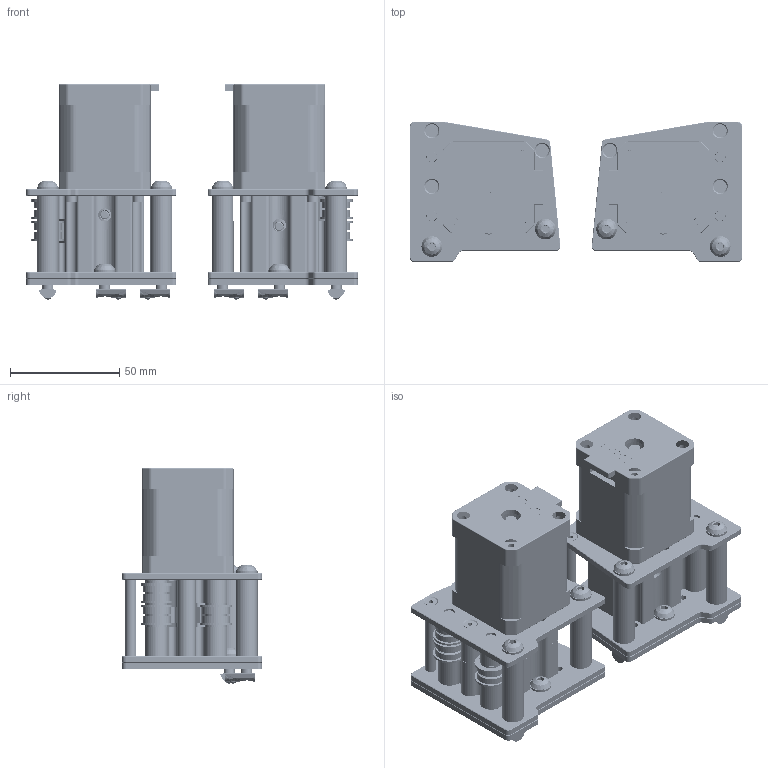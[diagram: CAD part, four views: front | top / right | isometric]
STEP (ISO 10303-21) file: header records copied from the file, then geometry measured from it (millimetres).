
FILE_DESCRIPTION(/* description */ (''),/* implementation_level */ '2;1');
FILE_NAME(/* name */ 'Metric Metal Stepper Towers.step',/* time_stamp */ '2024-04-04T18:38:01-05:00',/* author */ (''),/* organization */ (''),/* preprocessor_version */ 'ST-DEVELOPER v20',/* originating_system */ 'Autodesk Translation Framework v12.20.1.177',/* authorisation */ '');
FILE_SCHEMA (('AUTOMOTIVE_DESIGN { 1 0 10303 214 3 1 1 }'));
Products named in the file (61): Metric Metal Stepper Towers; Left Stepper Mount; Top Plate; Center Plate; Bottom Plate; Printed Top Left Insert; Printed Bottom Left Insert; M3x35 Standoff; M5 Spacer; Single Flange Stack (1); F695 Bearing; SHIM; Double Flange Stack (1); Pin 5 x 40 (1); F695 Bearing (1); SHIM (1); Pulley 20t; Hardware; Heatsets; M3 X D5.0 X L4.0 - Heatset v4; M3 X D5.0 X L4.0 - Heatset v4 (1); M3 X D5.0 X L4.0 - Heatset v4 (2); M3 X D5.0 X L4.0 - Heatset v4 (3); M3 X D5.0 X L4.0 - Heatset v4 (4); M3 X D5.0 X L4.0 - Heatset v4 (5); M3 x D5 x L4 Heatset; Right Stepper Mount; Top Plate (1); Center Plate (1); Bottom Plate (1); Printed Top Right Insert; Printed Bottom Right Insert; Double Flange Stack; SHIM (1)(Mirror); F695 Bearing (1)(Mirror); Single Flange Stack; SHIM(Mirror); F695 Bearing(Mirror); Pin 5 x 40; Pulley 20t (1) ...
Assembly tree (146 placements, depth 6):
  Metric Metal Stepper Towers
    Left Stepper Mount
      Top Plate
      Center Plate
      Bottom Plate
      Printed Top Left Insert
      Printed Bottom Left Insert
      M3x35 Standoff  x3
      M5 Spacer  x2
      Single Flange Stack (1)
        SHIM  x3
        F695 Bearing  x2
        Pin 5 x 40 (1)
      Double Flange Stack (1)
        SHIM (1)  x5
        F695 Bearing (1)  x4
        Pin 5 x 40 (1)
      Nema 17 48mm <1>
      Pulley 20t
        20t 2gt Pulley 5mm
        Hex socket set screw with cone point M4x0.7 x 4  x2
      Hardware
        M5x10 BHCS v1
        M5x10 BHCS v1 (1)  x2
        M5 Washer  x3
        M5 Roll In T-Nut v2  x3
        Heatsets
          M3 X D5.0 X L4.0 - Heatset v4
            M3 x D5 x L4 Heatset
          M3 X D5.0 X L4.0 - Heatset v4 (1)
            M3 x D5 x L4 Heatset
          M3 X D5.0 X L4.0 - Heatset v4 (2)
            M3 x D5 x L4 Heatset
          M3 X D5.0 X L4.0 - Heatset v4 (3)
            M3 x D5 x L4 Heatset
          M3 X D5.0 X L4.0 - Heatset v4 (4)
            M3 x D5 x L4 Heatset
          M3 X D5.0 X L4.0 - Heatset v4 (5)
            M3 x D5 x L4 Heatset
        M3x8 FHCS  x6
        M3x12 FHCS  x6
        M3x 8 SHCS  x4
    Right Stepper Mount
      Top Plate (1)
      Center Plate (1)
      Bottom Plate (1)
      Printed Top Right Insert
      Printed Bottom Right Insert
      M3x35 Standoff (1)  x3
      M5x35 Spacer  x2
      Double Flange Stack
        SHIM (1)(Mirror)  x5
        F695 Bearing (1)(Mirror)  x4
        Pin 5 x 40
      Single Flange Stack
        SHIM(Mirror)  x3
        F695 Bearing(Mirror)  x2
        Pin 5 x 40
      Pulley 20t (1)
        20t 2gt Pulley 5mm
Bounding box: 152 x 64 x 98.6 mm (x, y, z)
Volume: 311769.6 mm3; surface area: 176896.3 mm2
Topology: 128 solids, 128 shells, 4931 faces, 12187 edges, 7752 vertices
Faces by surface type: cylinder 1565, plane 1536, bspline 1220, cone 512, torus 88, sphere 10
Full cylindrical faces by diameter (mm): 2.529 x15, 2.927 x32, 3 x24, 3.3 x63, 3.5 x12, 3.8 x3, 4 x24, 4.2 x18, 4.3 x24, 4.7 x12, 5 x76, 5.1 x18, 5.3 x8, 5.5 x22, 6 x52, 6.25 x12, 8 x4, 9 x4, 10 x26, 11.5 x12, 11.75 x12, 12 x24, 13 x14, 14 x2, 15 x16, 16 x4, 20 x4, 22 x6, 22.3 x2, 30.8 x2
Entity records: 60441 total; most frequent: CARTESIAN_POINT 13604, DIRECTION 10196, ORIENTED_EDGE 9008, EDGE_CURVE 4504, AXIS2_PLACEMENT_3D 4078, VERTEX_POINT 2839, EDGE_LOOP 2223, LINE 2040
